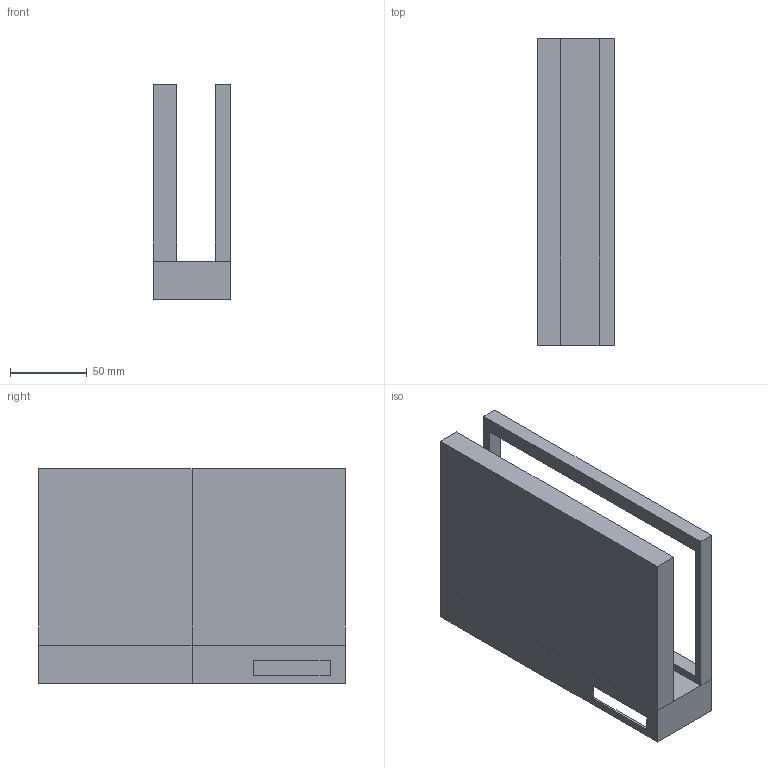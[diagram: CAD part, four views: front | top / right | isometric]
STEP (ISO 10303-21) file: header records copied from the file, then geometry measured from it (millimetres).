
FILE_DESCRIPTION(('Open CASCADE Model'),'2;1');
FILE_NAME('Open CASCADE Shape Model','2017-07-17T05:17:04',('Author'),( 'Open CASCADE'),'Open CASCADE STEP processor 6.7','Open CASCADE 6.7' ,'Unknown');
FILE_SCHEMA(('AUTOMOTIVE_DESIGN_CC2 { 1 2 10303 214 -1 1 5 4 }'));
Length unit declared in the file: millimetre
Products named in the file (1): Open CASCADE STEP translator 6.7 1
Bounding box: 50 x 200 x 140 mm (x, y, z)
Volume: 178942 mm3; surface area: 155972 mm2
Topology: 1 solids, 1 shells, 45 faces, 114 edges, 70 vertices
Faces by surface type: plane 45
Entity records: 2744 total; most frequent: CARTESIAN_POINT 518, DIRECTION 374, LINE 282, VECTOR 282, ORIENTED_EDGE 228, PCURVE 228, DEFINITIONAL_REPRESENTATION 228, EDGE_CURVE 114
